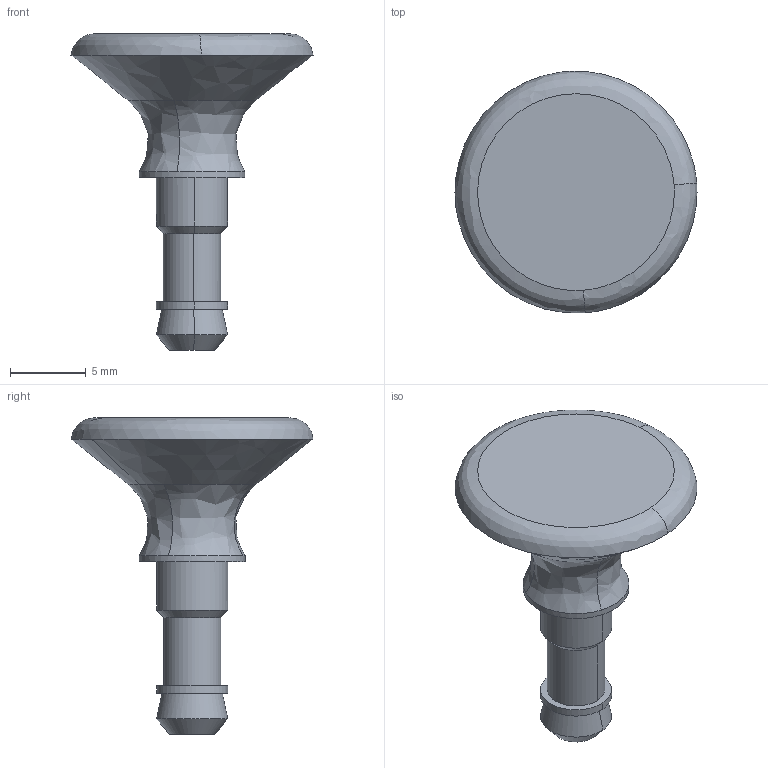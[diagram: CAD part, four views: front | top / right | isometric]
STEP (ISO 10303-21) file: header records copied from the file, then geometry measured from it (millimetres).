
FILE_DESCRIPTION((''),'2;1');
FILE_NAME('','2005-07-15T13:10:24',(''),(''),'','CADfix','');
FILE_SCHEMA(('AUTOMOTIVE_DESIGN'));
Length unit declared in the file: millimetre
Products named in the file (1): plunger
Bounding box: 16 x 15.98 x 20.9 mm (x, y, z)
Volume: 952.8 mm3; surface area: 735.2 mm2
Topology: 1 solids, 1 shells, 25 faces, 86 edges, 66 vertices
Faces by surface type: bspline 25
Entity records: 1113 total; most frequent: CARTESIAN_POINT 665, ORIENTED_EDGE 172, EDGE_CURVE 86, VERTEX_POINT 66, EDGE_LOOP 28, FACE_OUTER_BOUND 25, ADVANCED_FACE 25, QUASI_UNIFORM_CURVE 16
